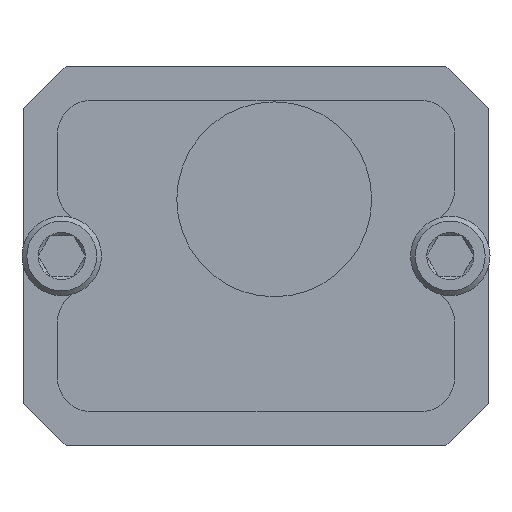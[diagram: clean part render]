
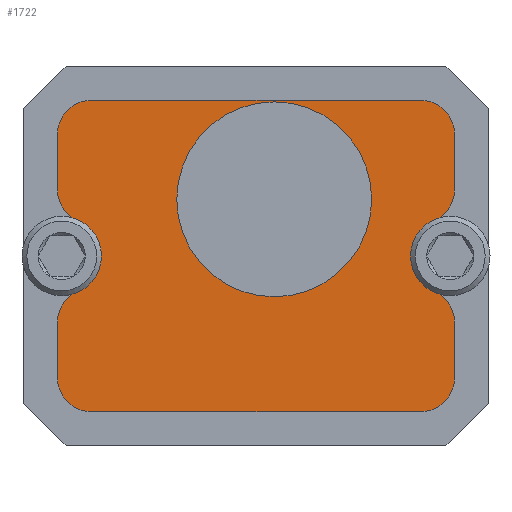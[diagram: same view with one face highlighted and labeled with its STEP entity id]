
A CAD part, left-side view. The second image highlights one B-rep face of the part: STEP entity #1722.
In plain terms, the highlighted planar face has unit normal (-1, 0, 0).
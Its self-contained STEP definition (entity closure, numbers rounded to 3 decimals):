
#67=FACE_BOUND('',#349,.T.);
#105=PLANE('',#1923);
#235=FACE_OUTER_BOUND('',#348,.T.);
#348=EDGE_LOOP('',(#1471,#1472,#1473,#1474,#1475,#1476,#1477,#1478,#1479,
#1480,#1481,#1482,#1483,#1484,#1485,#1486));
#349=EDGE_LOOP('',(#1487));
#429=CIRCLE('',#1922,2.);
#430=CIRCLE('',#1924,2.25);
#431=CIRCLE('',#1925,2.);
#432=CIRCLE('',#1926,2.);
#433=CIRCLE('',#1927,2.);
#434=CIRCLE('',#1928,2.);
#435=CIRCLE('',#1929,2.25);
#436=CIRCLE('',#1930,2.);
#437=CIRCLE('',#1931,2.);
#438=CIRCLE('',#1932,2.);
#439=CIRCLE('',#1933,5.7);
#569=LINE('',#4504,#690);
#570=LINE('',#4508,#691);
#571=LINE('',#4512,#692);
#572=LINE('',#4520,#693);
#573=LINE('',#4524,#694);
#574=LINE('',#4527,#695);
#690=VECTOR('',#2320,10.);
#691=VECTOR('',#2323,10.);
#692=VECTOR('',#2326,10.);
#693=VECTOR('',#2333,10.);
#694=VECTOR('',#2336,10.);
#695=VECTOR('',#2339,10.);
#846=VERTEX_POINT('',#4493);
#847=VERTEX_POINT('',#4494);
#848=VERTEX_POINT('',#4499);
#849=VERTEX_POINT('',#4501);
#850=VERTEX_POINT('',#4503);
#851=VERTEX_POINT('',#4505);
#852=VERTEX_POINT('',#4507);
#853=VERTEX_POINT('',#4509);
#854=VERTEX_POINT('',#4511);
#855=VERTEX_POINT('',#4513);
#856=VERTEX_POINT('',#4515);
#857=VERTEX_POINT('',#4517);
#858=VERTEX_POINT('',#4519);
#859=VERTEX_POINT('',#4521);
#860=VERTEX_POINT('',#4523);
#861=VERTEX_POINT('',#4525);
#862=VERTEX_POINT('',#4528);
#1066=EDGE_CURVE('',#846,#847,#429,.T.);
#1069=EDGE_CURVE('',#848,#847,#430,.T.);
#1070=EDGE_CURVE('',#848,#849,#431,.T.);
#1071=EDGE_CURVE('',#850,#849,#569,.T.);
#1072=EDGE_CURVE('',#850,#851,#432,.T.);
#1073=EDGE_CURVE('',#852,#851,#570,.T.);
#1074=EDGE_CURVE('',#852,#853,#433,.T.);
#1075=EDGE_CURVE('',#854,#853,#571,.T.);
#1076=EDGE_CURVE('',#854,#855,#434,.T.);
#1077=EDGE_CURVE('',#856,#855,#435,.T.);
#1078=EDGE_CURVE('',#856,#857,#436,.T.);
#1079=EDGE_CURVE('',#858,#857,#572,.T.);
#1080=EDGE_CURVE('',#858,#859,#437,.T.);
#1081=EDGE_CURVE('',#860,#859,#573,.T.);
#1082=EDGE_CURVE('',#860,#861,#438,.T.);
#1083=EDGE_CURVE('',#846,#861,#574,.T.);
#1084=EDGE_CURVE('',#862,#862,#439,.T.);
#1471=ORIENTED_EDGE('',*,*,#1066,.T.);
#1472=ORIENTED_EDGE('',*,*,#1069,.F.);
#1473=ORIENTED_EDGE('',*,*,#1070,.T.);
#1474=ORIENTED_EDGE('',*,*,#1071,.F.);
#1475=ORIENTED_EDGE('',*,*,#1072,.T.);
#1476=ORIENTED_EDGE('',*,*,#1073,.F.);
#1477=ORIENTED_EDGE('',*,*,#1074,.T.);
#1478=ORIENTED_EDGE('',*,*,#1075,.F.);
#1479=ORIENTED_EDGE('',*,*,#1076,.T.);
#1480=ORIENTED_EDGE('',*,*,#1077,.F.);
#1481=ORIENTED_EDGE('',*,*,#1078,.T.);
#1482=ORIENTED_EDGE('',*,*,#1079,.F.);
#1483=ORIENTED_EDGE('',*,*,#1080,.T.);
#1484=ORIENTED_EDGE('',*,*,#1081,.F.);
#1485=ORIENTED_EDGE('',*,*,#1082,.T.);
#1486=ORIENTED_EDGE('',*,*,#1083,.F.);
#1487=ORIENTED_EDGE('',*,*,#1084,.T.);
#1722=ADVANCED_FACE('',(#235,#67),#105,.F.);
#1922=AXIS2_PLACEMENT_3D('',#4495,#2310,#2311);
#1923=AXIS2_PLACEMENT_3D('',#4498,#2314,#2315);
#1924=AXIS2_PLACEMENT_3D('',#4500,#2316,#2317);
#1925=AXIS2_PLACEMENT_3D('',#4502,#2318,#2319);
#1926=AXIS2_PLACEMENT_3D('',#4506,#2321,#2322);
#1927=AXIS2_PLACEMENT_3D('',#4510,#2324,#2325);
#1928=AXIS2_PLACEMENT_3D('',#4514,#2327,#2328);
#1929=AXIS2_PLACEMENT_3D('',#4516,#2329,#2330);
#1930=AXIS2_PLACEMENT_3D('',#4518,#2331,#2332);
#1931=AXIS2_PLACEMENT_3D('',#4522,#2334,#2335);
#1932=AXIS2_PLACEMENT_3D('',#4526,#2337,#2338);
#1933=AXIS2_PLACEMENT_3D('',#4529,#2340,#2341);
#2310=DIRECTION('center_axis',(-1.,0.,0.));
#2311=DIRECTION('ref_axis',(0.,-0.84,0.542));
#2314=DIRECTION('center_axis',(1.,0.,0.));
#2315=DIRECTION('ref_axis',(0.,0.,-1.));
#2316=DIRECTION('center_axis',(-1.,0.,0.));
#2317=DIRECTION('ref_axis',(0.,0.,1.));
#2318=DIRECTION('center_axis',(-1.,0.,0.));
#2319=DIRECTION('ref_axis',(0.,-0.84,-0.542));
#2320=DIRECTION('',(0.,0.,-1.));
#2321=DIRECTION('center_axis',(-1.,0.,0.));
#2322=DIRECTION('ref_axis',(0.,-0.707,0.707));
#2323=DIRECTION('',(0.,-1.,0.));
#2324=DIRECTION('center_axis',(-1.,0.,0.));
#2325=DIRECTION('ref_axis',(0.,0.707,0.707));
#2326=DIRECTION('',(0.,0.,1.));
#2327=DIRECTION('center_axis',(-1.,0.,0.));
#2328=DIRECTION('ref_axis',(0.,0.84,-0.542));
#2329=DIRECTION('center_axis',(-1.,0.,0.));
#2330=DIRECTION('ref_axis',(0.,0.,1.));
#2331=DIRECTION('center_axis',(-1.,0.,0.));
#2332=DIRECTION('ref_axis',(0.,0.84,0.542));
#2333=DIRECTION('',(0.,0.,1.));
#2334=DIRECTION('center_axis',(-1.,0.,0.));
#2335=DIRECTION('ref_axis',(0.,0.707,-0.707));
#2336=DIRECTION('',(0.,1.,0.));
#2337=DIRECTION('center_axis',(-1.,0.,0.));
#2338=DIRECTION('ref_axis',(0.,-0.707,-0.707));
#2339=DIRECTION('',(0.,0.,-1.));
#2340=DIRECTION('center_axis',(1.,0.,0.));
#2341=DIRECTION('ref_axis',(0.,0.,-1.));
#4493=CARTESIAN_POINT('',(30.254,-10.542,-7.187));
#4494=CARTESIAN_POINT('',(30.254,-9.366,-5.365));
#4495=CARTESIAN_POINT('Origin',(30.254,-8.542,-7.187));
#4498=CARTESIAN_POINT('Origin',(30.254,1.068,-3.314));
#4499=CARTESIAN_POINT('',(30.254,-9.366,-1.264));
#4500=CARTESIAN_POINT('Origin',(30.254,-10.292,-3.314));
#4501=CARTESIAN_POINT('',(30.254,-10.542,0.559));
#4502=CARTESIAN_POINT('Origin',(30.254,-8.542,0.559));
#4503=CARTESIAN_POINT('',(30.254,-10.542,3.796));
#4504=CARTESIAN_POINT('',(30.254,-10.542,-12.424));
#4505=CARTESIAN_POINT('',(30.254,-8.542,5.796));
#4506=CARTESIAN_POINT('Origin',(30.254,-8.542,3.796));
#4507=CARTESIAN_POINT('',(30.254,10.677,5.796));
#4508=CARTESIAN_POINT('',(30.254,-10.542,5.796));
#4509=CARTESIAN_POINT('',(30.254,12.677,3.796));
#4510=CARTESIAN_POINT('Origin',(30.254,10.677,3.796));
#4511=CARTESIAN_POINT('',(30.254,12.677,0.559));
#4512=CARTESIAN_POINT('',(30.254,12.677,5.796));
#4513=CARTESIAN_POINT('',(30.254,11.501,-1.264));
#4514=CARTESIAN_POINT('Origin',(30.254,10.677,0.559));
#4515=CARTESIAN_POINT('',(30.254,11.501,-5.365));
#4516=CARTESIAN_POINT('Origin',(30.254,12.427,-3.314));
#4517=CARTESIAN_POINT('',(30.254,12.677,-7.187));
#4518=CARTESIAN_POINT('Origin',(30.254,10.677,-7.187));
#4519=CARTESIAN_POINT('',(30.254,12.677,-10.424));
#4520=CARTESIAN_POINT('',(30.254,12.677,5.796));
#4521=CARTESIAN_POINT('',(30.254,10.677,-12.424));
#4522=CARTESIAN_POINT('Origin',(30.254,10.677,-10.424));
#4523=CARTESIAN_POINT('',(30.254,-8.542,-12.424));
#4524=CARTESIAN_POINT('',(30.254,5.623,-12.424));
#4525=CARTESIAN_POINT('',(30.254,-10.542,-10.424));
#4526=CARTESIAN_POINT('Origin',(30.254,-8.542,-10.424));
#4527=CARTESIAN_POINT('',(30.254,-10.542,-12.424));
#4528=CARTESIAN_POINT('',(30.254,0.,5.7));
#4529=CARTESIAN_POINT('Origin',(30.254,0.,0.));
